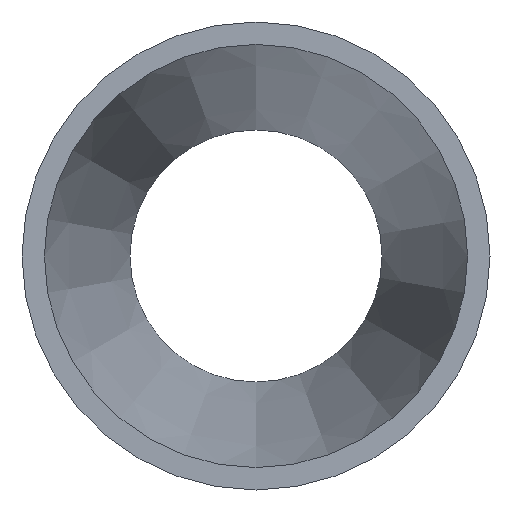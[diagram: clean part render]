
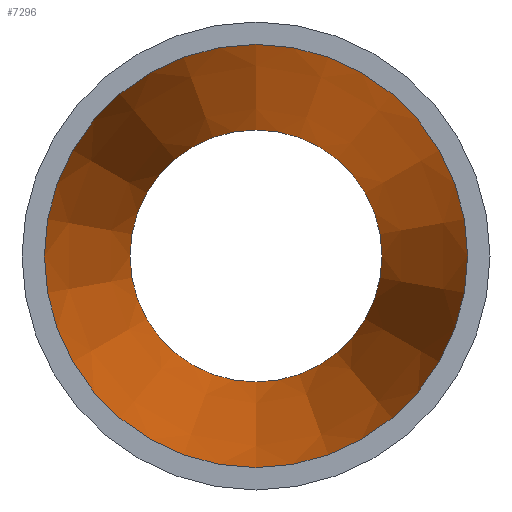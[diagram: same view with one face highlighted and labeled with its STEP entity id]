
A CAD part, front view. The second image highlights one B-rep face of the part: STEP entity #7296.
In plain terms, the highlighted conical face has half-angle 9.563 degrees and reference radius 19.172 mm.
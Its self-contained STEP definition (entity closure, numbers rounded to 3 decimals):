
#543 = CARTESIAN_POINT ( 'NONE',  ( 0., 0., 0. ) ) ;
#698 = DIRECTION ( 'NONE',  ( 0., 0., -1. ) ) ;
#3025 = CONICAL_SURFACE ( 'NONE', #14434, 19.172, 0.167 ) ;
#3026 = DIRECTION ( 'NONE',  ( 0., 0., -1. ) ) ;
#3475 = CARTESIAN_POINT ( 'NONE',  ( 0., 46., -11.422 ) ) ;
#3553 = VERTEX_POINT ( 'NONE', #12185 ) ;
#6652 = DIRECTION ( 'NONE',  ( 0., -1., 0. ) ) ;
#6810 = CIRCLE ( 'NONE', #10360, 11.422 ) ;
#7296 = ADVANCED_FACE ( 'NONE', ( #15011, #13900 ), #3025, .F. ) ;
#7343 = EDGE_CURVE ( 'NONE', #13230, #13230, #6810, .T. ) ;
#8086 = DIRECTION ( 'NONE',  ( 0., 0., -1. ) ) ;
#8175 = CIRCLE ( 'NONE', #10222, 19.172 ) ;
#9205 = EDGE_LOOP ( 'NONE', ( #13223 ) ) ;
#9255 = CARTESIAN_POINT ( 'NONE',  ( 0., 46., 0. ) ) ;
#9362 = DIRECTION ( 'NONE',  ( 0., -1., 0. ) ) ;
#9916 = EDGE_CURVE ( 'NONE', #3553, #3553, #8175, .T. ) ;
#10222 = AXIS2_PLACEMENT_3D ( 'NONE', #15442, #9362, #8086 ) ;
#10360 = AXIS2_PLACEMENT_3D ( 'NONE', #9255, #14065, #3026 ) ;
#12185 = CARTESIAN_POINT ( 'NONE',  ( 0., 0., -19.172 ) ) ;
#13223 = ORIENTED_EDGE ( 'NONE', *, *, #9916, .T. ) ;
#13230 = VERTEX_POINT ( 'NONE', #3475 ) ;
#13900 = FACE_OUTER_BOUND ( 'NONE', #9205, .T. ) ;
#14065 = DIRECTION ( 'NONE',  ( 0., -1., 0. ) ) ;
#14434 = AXIS2_PLACEMENT_3D ( 'NONE', #543, #6652, #698 ) ;
#14863 = ORIENTED_EDGE ( 'NONE', *, *, #7343, .F. ) ;
#15011 = FACE_BOUND ( 'NONE', #15625, .T. ) ;
#15442 = CARTESIAN_POINT ( 'NONE',  ( 0., 0., 0. ) ) ;
#15625 = EDGE_LOOP ( 'NONE', ( #14863 ) ) ;
